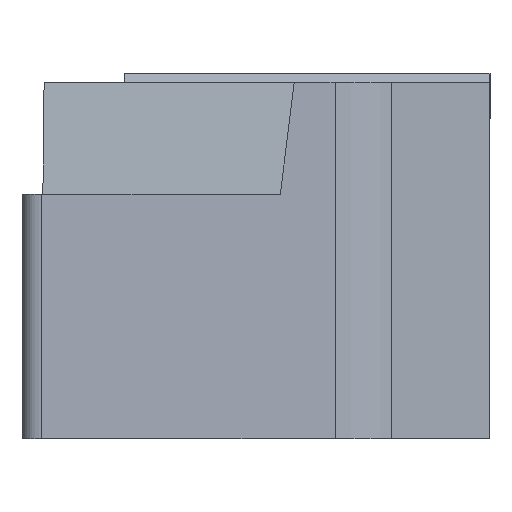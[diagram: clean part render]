
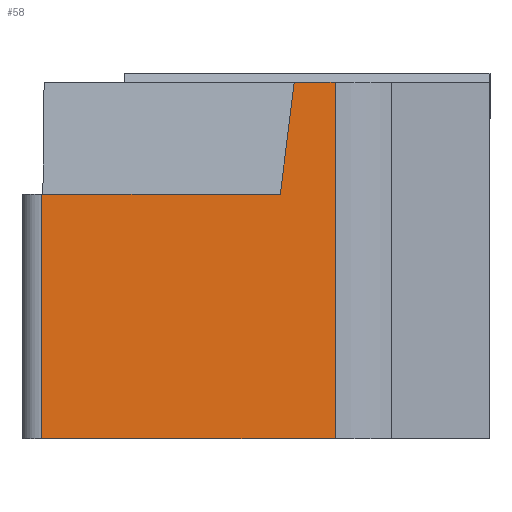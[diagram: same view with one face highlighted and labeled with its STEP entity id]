
A CAD part, left-side view. The second image highlights one B-rep face of the part: STEP entity #58.
In plain terms, the highlighted planar face has unit normal (-0.996, -0.087, 0).
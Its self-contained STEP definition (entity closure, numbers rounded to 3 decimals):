
#58=ADVANCED_FACE('',(#90),#74,.F.);
#74=PLANE('',#379);
#90=FACE_OUTER_BOUND('',#107,.T.);
#107=EDGE_LOOP('',(#146,#147,#148,#149,#150,#151));
#146=ORIENTED_EDGE('',*,*,#264,.F.);
#147=ORIENTED_EDGE('',*,*,#265,.F.);
#148=ORIENTED_EDGE('',*,*,#263,.F.);
#149=ORIENTED_EDGE('',*,*,#266,.F.);
#150=ORIENTED_EDGE('',*,*,#267,.T.);
#151=ORIENTED_EDGE('',*,*,#246,.F.);
#216=VERTEX_POINT('',#488);
#217=VERTEX_POINT('',#490);
#230=VERTEX_POINT('',#520);
#231=VERTEX_POINT('',#522);
#232=VERTEX_POINT('',#526);
#233=VERTEX_POINT('',#529);
#246=EDGE_CURVE('',#216,#217,#291,.T.);
#263=EDGE_CURVE('',#231,#230,#305,.T.);
#264=EDGE_CURVE('',#232,#216,#306,.T.);
#265=EDGE_CURVE('',#230,#232,#307,.T.);
#266=EDGE_CURVE('',#233,#231,#308,.T.);
#267=EDGE_CURVE('',#233,#217,#309,.T.);
#291=LINE('',#489,#332);
#305=LINE('',#523,#346);
#306=LINE('',#525,#347);
#307=LINE('',#527,#348);
#308=LINE('',#528,#349);
#309=LINE('',#530,#350);
#332=VECTOR('',#399,1.);
#346=VECTOR('',#423,1.);
#347=VECTOR('',#426,1.);
#348=VECTOR('',#427,1.);
#349=VECTOR('',#428,1.);
#350=VECTOR('',#429,1.);
#379=AXIS2_PLACEMENT_3D('',#531,#430,#431);
#399=DIRECTION('',(0.087,-0.996,0.));
#423=DIRECTION('',(0.,0.,1.));
#426=DIRECTION('',(0.011,-0.123,0.992));
#427=DIRECTION('',(0.087,-0.996,0.));
#428=DIRECTION('',(-0.087,0.996,0.));
#429=DIRECTION('',(0.,0.,1.));
#430=DIRECTION('',(0.996,0.087,0.));
#431=DIRECTION('',(0.087,-0.996,0.));
#488=CARTESIAN_POINT('',(1.354,10.43,-0.3));
#489=CARTESIAN_POINT('',(0.629,18.721,-0.3));
#490=CARTESIAN_POINT('',(1.471,9.088,-0.3));
#520=CARTESIAN_POINT('',(0.629,18.721,-3.97));
#522=CARTESIAN_POINT('',(0.629,18.721,-12.));
#523=CARTESIAN_POINT('',(0.629,18.721,-30.));
#525=CARTESIAN_POINT('',(1.025,14.189,-30.567));
#526=CARTESIAN_POINT('',(1.314,10.886,-3.97));
#527=CARTESIAN_POINT('',(0.629,18.721,-3.97));
#528=CARTESIAN_POINT('',(0.629,18.721,-12.));
#529=CARTESIAN_POINT('',(1.471,9.088,-12.));
#530=CARTESIAN_POINT('',(1.471,9.088,-30.));
#531=CARTESIAN_POINT('',(0.629,18.721,-30.));
